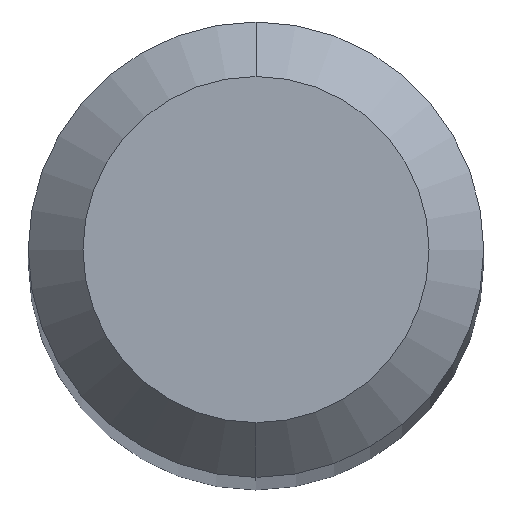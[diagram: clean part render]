
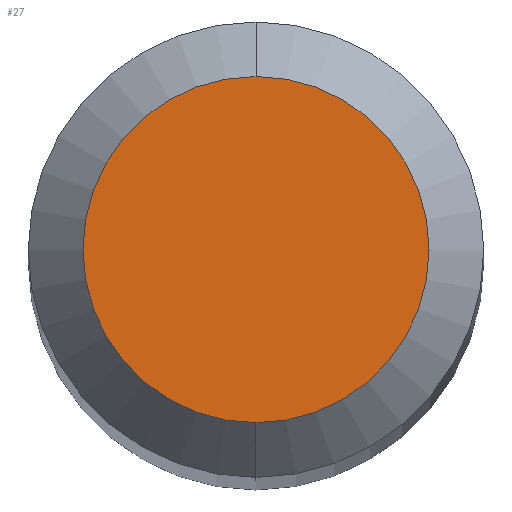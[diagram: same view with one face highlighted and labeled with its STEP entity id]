
A CAD part, top view. The second image highlights one B-rep face of the part: STEP entity #27.
In plain terms, the highlighted planar face has unit normal (0, 0, 1).
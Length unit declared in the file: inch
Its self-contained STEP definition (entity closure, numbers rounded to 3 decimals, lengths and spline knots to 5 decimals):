
#9 = CIRCLE ( 'NONE', #72, 0.0475 ) ;
#26 = FACE_OUTER_BOUND ( 'NONE', #489, .T. ) ;
#27 = ADVANCED_FACE ( 'NONE', ( #26 ), #332, .F. ) ;
#68 = ORIENTED_EDGE ( 'NONE', *, *, #291, .T. ) ;
#72 = AXIS2_PLACEMENT_3D ( 'NONE', #172, #223, #217 ) ;
#93 = CARTESIAN_POINT ( 'NONE',  ( 0., -0.0475, 0. ) ) ;
#158 = AXIS2_PLACEMENT_3D ( 'NONE', #493, #236, #551 ) ;
#172 = CARTESIAN_POINT ( 'NONE',  ( 0., 0., 0. ) ) ;
#179 = AXIS2_PLACEMENT_3D ( 'NONE', #205, #382, #556 ) ;
#205 = CARTESIAN_POINT ( 'NONE',  ( 0., 0., 0. ) ) ;
#217 = DIRECTION ( 'NONE',  ( 0., -1., 0. ) ) ;
#223 = DIRECTION ( 'NONE',  ( 0., 0., 1. ) ) ;
#235 = CARTESIAN_POINT ( 'NONE',  ( 0., 0.0475, 0. ) ) ;
#236 = DIRECTION ( 'NONE',  ( 0., 0., -1. ) ) ;
#291 = EDGE_CURVE ( 'NONE', #447, #557, #399, .T. ) ;
#332 = PLANE ( 'NONE',  #158 ) ;
#370 = EDGE_CURVE ( 'NONE', #557, #447, #9, .T. ) ;
#382 = DIRECTION ( 'NONE',  ( 0., 0., 1. ) ) ;
#385 = ORIENTED_EDGE ( 'NONE', *, *, #370, .T. ) ;
#399 = CIRCLE ( 'NONE', #179, 0.0475 ) ;
#447 = VERTEX_POINT ( 'NONE', #93 ) ;
#489 = EDGE_LOOP ( 'NONE', ( #385, #68 ) ) ;
#493 = CARTESIAN_POINT ( 'NONE',  ( 0., 0.0475, 0. ) ) ;
#551 = DIRECTION ( 'NONE',  ( 0., 1., 0. ) ) ;
#556 = DIRECTION ( 'NONE',  ( 0., -1., 0. ) ) ;
#557 = VERTEX_POINT ( 'NONE', #235 ) ;
